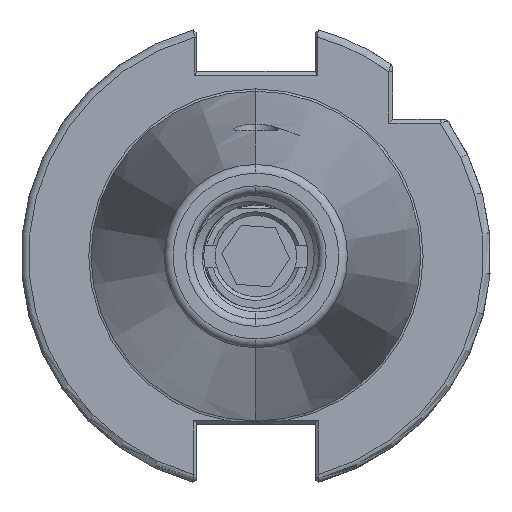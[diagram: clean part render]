
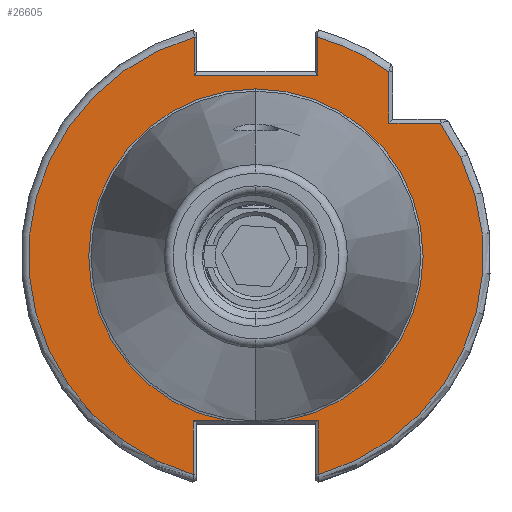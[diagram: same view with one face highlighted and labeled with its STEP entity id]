
A CAD part, left-side view. The second image highlights one B-rep face of the part: STEP entity #26605.
In plain terms, the highlighted planar face has unit normal (-1, 0, 0).
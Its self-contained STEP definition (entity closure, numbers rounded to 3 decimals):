
#7121 = AXIS2_PLACEMENT_3D ( 'NONE', #20056, #20028, #20014 ) ;
#7198 = EDGE_CURVE ( 'NONE', #40469, #40464, #35389, .T. ) ;
#7517 = AXIS2_PLACEMENT_3D ( 'NONE', #30042, #30070, #30065 ) ;
#7532 = AXIS2_PLACEMENT_3D ( 'NONE', #30298, #30311, #30294 ) ;
#7552 = AXIS2_PLACEMENT_3D ( 'NONE', #30250, #30235, #30225 ) ;
#7604 = AXIS2_PLACEMENT_3D ( 'NONE', #38322, #38342, #38401 ) ;
#11925 = EDGE_CURVE ( 'NONE', #40464, #30577, #35542, .T. ) ;
#11932 = EDGE_CURVE ( 'NONE', #30551, #30532, #35544, .T. ) ;
#11946 = EDGE_CURVE ( 'NONE', #30577, #30563, #35554, .T. ) ;
#11963 = EDGE_CURVE ( 'NONE', #30532, #30793, #35566, .T. ) ;
#11980 = EDGE_CURVE ( 'NONE', #30544, #30569, #35588, .T. ) ;
#11982 = EDGE_CURVE ( 'NONE', #30793, #40469, #35606, .T. ) ;
#12473 = DIRECTION ( 'NONE',  ( 0., 0., 1. ) ) ;
#12480 = DIRECTION ( 'NONE',  ( 0., -1., 0. ) ) ;
#12487 = CARTESIAN_POINT ( 'NONE',  ( 0., 8.451, 0. ) ) ;
#12490 = CARTESIAN_POINT ( 'NONE',  ( 0., 22.692, -22.3 ) ) ;
#12527 = CARTESIAN_POINT ( 'NONE',  ( 0., -8.451, 0. ) ) ;
#12528 = DIRECTION ( 'NONE',  ( 0., 0., -1. ) ) ;
#12639 = DIRECTION ( 'NONE',  ( 0., -1., 0. ) ) ;
#12666 = CARTESIAN_POINT ( 'NONE',  ( 0., 22.692, -22.3 ) ) ;
#12701 = CARTESIAN_POINT ( 'NONE',  ( 0., 0., 0. ) ) ;
#12713 = DIRECTION ( 'NONE',  ( 0., 0., -1. ) ) ;
#12719 = DIRECTION ( 'NONE',  ( 1., 0., 0. ) ) ;
#12721 = CARTESIAN_POINT ( 'NONE',  ( 0., 8.335, 29.704 ) ) ;
#12729 = DIRECTION ( 'NONE',  ( 0., 0., 1. ) ) ;
#13534 = EDGE_LOOP ( 'NONE', ( #19919, #19976, #19999, #19993, #19969, #20002, #20009, #20005, #19965, #19927, #19990, #19933, #20003, #19967 ) ) ;
#19919 = ORIENTED_EDGE ( 'NONE', *, *, #22089, .T. ) ;
#19927 = ORIENTED_EDGE ( 'NONE', *, *, #11982, .T. ) ;
#19933 = ORIENTED_EDGE ( 'NONE', *, *, #11925, .T. ) ;
#19965 = ORIENTED_EDGE ( 'NONE', *, *, #11963, .T. ) ;
#19967 = ORIENTED_EDGE ( 'NONE', *, *, #22088, .T. ) ;
#19969 = ORIENTED_EDGE ( 'NONE', *, *, #22031, .T. ) ;
#19976 = ORIENTED_EDGE ( 'NONE', *, *, #22032, .T. ) ;
#19990 = ORIENTED_EDGE ( 'NONE', *, *, #7198, .T. ) ;
#19993 = ORIENTED_EDGE ( 'NONE', *, *, #22036, .T. ) ;
#19999 = ORIENTED_EDGE ( 'NONE', *, *, #22079, .T. ) ;
#20002 = ORIENTED_EDGE ( 'NONE', *, *, #11980, .T. ) ;
#20003 = ORIENTED_EDGE ( 'NONE', *, *, #11946, .T. ) ;
#20005 = ORIENTED_EDGE ( 'NONE', *, *, #11932, .T. ) ;
#20009 = ORIENTED_EDGE ( 'NONE', *, *, #22039, .T. ) ;
#20014 = DIRECTION ( 'NONE',  ( 0., 0., -1. ) ) ;
#20028 = DIRECTION ( 'NONE',  ( 1., 0., 0. ) ) ;
#20056 = CARTESIAN_POINT ( 'NONE',  ( 0., 0., 0. ) ) ;
#22031 = EDGE_CURVE ( 'NONE', #30573, #30544, #28705, .T. ) ;
#22032 = EDGE_CURVE ( 'NONE', #30547, #30570, #28735, .T. ) ;
#22036 = EDGE_CURVE ( 'NONE', #30554, #30573, #28710, .T. ) ;
#22039 = EDGE_CURVE ( 'NONE', #30569, #30551, #28692, .T. ) ;
#22079 = EDGE_CURVE ( 'NONE', #30570, #30554, #28696, .T. ) ;
#22088 = EDGE_CURVE ( 'NONE', #30563, #30564, #28739, .T. ) ;
#22089 = EDGE_CURVE ( 'NONE', #30564, #30547, #28787, .T. ) ;
#26605 = ADVANCED_FACE ( 'NONE', ( #27923 ), #38306, .F. ) ;
#27923 = FACE_OUTER_BOUND ( 'NONE', #13534, .T. ) ;
#28692 = CIRCLE ( 'NONE', #7517, 30.775 ) ;
#28696 = CIRCLE ( 'NONE', #7552, 30.775 ) ;
#28705 = LINE ( 'NONE', #29943, #28729 ) ;
#28710 = LINE ( 'NONE', #30017, #28726 ) ;
#28725 = VECTOR ( 'NONE', #30015, 1000. ) ;
#28726 = VECTOR ( 'NONE', #30005, 1000. ) ;
#28729 = VECTOR ( 'NONE', #30004, 1000. ) ;
#28735 = LINE ( 'NONE', #30009, #28725 ) ;
#28739 = CIRCLE ( 'NONE', #7532, 30.775 ) ;
#28776 = VECTOR ( 'NONE', #30312, 1000. ) ;
#28787 = LINE ( 'NONE', #30285, #28776 ) ;
#29943 = CARTESIAN_POINT ( 'NONE',  ( 0., 8.05, 24.5 ) ) ;
#30004 = DIRECTION ( 'NONE',  ( 0., 1., 0. ) ) ;
#30005 = DIRECTION ( 'NONE',  ( 0., 0., -1. ) ) ;
#30009 = CARTESIAN_POINT ( 'NONE',  ( 0., -18., 24.594 ) ) ;
#30015 = DIRECTION ( 'NONE',  ( 0., 0., 1. ) ) ;
#30017 = CARTESIAN_POINT ( 'NONE',  ( 0., -8.335, 25. ) ) ;
#30042 = CARTESIAN_POINT ( 'NONE',  ( 0., 0., 0. ) ) ;
#30065 = DIRECTION ( 'NONE',  ( 0., 0., -1. ) ) ;
#30070 = DIRECTION ( 'NONE',  ( -1., 0., 0. ) ) ;
#30225 = DIRECTION ( 'NONE',  ( 0., 0., -1. ) ) ;
#30235 = DIRECTION ( 'NONE',  ( -1., 0., 0. ) ) ;
#30250 = CARTESIAN_POINT ( 'NONE',  ( 0., 0., 0. ) ) ;
#30285 = CARTESIAN_POINT ( 'NONE',  ( 0., -18.5, 18. ) ) ;
#30294 = DIRECTION ( 'NONE',  ( 0., 0., -1. ) ) ;
#30298 = CARTESIAN_POINT ( 'NONE',  ( 0., 0., 0. ) ) ;
#30311 = DIRECTION ( 'NONE',  ( -1., 0., 0. ) ) ;
#30312 = DIRECTION ( 'NONE',  ( 0., 1., 0. ) ) ;
#30532 = VERTEX_POINT ( 'NONE', #40167 ) ;
#30544 = VERTEX_POINT ( 'NONE', #40180 ) ;
#30547 = VERTEX_POINT ( 'NONE', #40174 ) ;
#30551 = VERTEX_POINT ( 'NONE', #40196 ) ;
#30554 = VERTEX_POINT ( 'NONE', #40194 ) ;
#30563 = VERTEX_POINT ( 'NONE', #40187 ) ;
#30564 = VERTEX_POINT ( 'NONE', #40220 ) ;
#30569 = VERTEX_POINT ( 'NONE', #40209 ) ;
#30570 = VERTEX_POINT ( 'NONE', #40186 ) ;
#30573 = VERTEX_POINT ( 'NONE', #40177 ) ;
#30577 = VERTEX_POINT ( 'NONE', #40171 ) ;
#30793 = VERTEX_POINT ( 'NONE', #40284 ) ;
#35389 = CIRCLE ( 'NONE', #7121, 22.627 ) ;
#35542 = LINE ( 'NONE', #12490, #35543 ) ;
#35543 = VECTOR ( 'NONE', #12480, 1000. ) ;
#35544 = LINE ( 'NONE', #12487, #35573 ) ;
#35554 = LINE ( 'NONE', #12527, #35555 ) ;
#35555 = VECTOR ( 'NONE', #12528, 1000. ) ;
#35566 = LINE ( 'NONE', #12666, #35569 ) ;
#35569 = VECTOR ( 'NONE', #12639, 1000. ) ;
#35573 = VECTOR ( 'NONE', #12473, 1000. ) ;
#35588 = LINE ( 'NONE', #12721, #35608 ) ;
#35606 = CIRCLE ( 'NONE', #42200, 22.627 ) ;
#35608 = VECTOR ( 'NONE', #12729, 1000. ) ;
#38306 = PLANE ( 'NONE',  #7604 ) ;
#38322 = CARTESIAN_POINT ( 'NONE',  ( 0., 22.692, 0. ) ) ;
#38342 = DIRECTION ( 'NONE',  ( 1., 0., 0. ) ) ;
#38401 = DIRECTION ( 'NONE',  ( 0., 0., -1. ) ) ;
#40167 = CARTESIAN_POINT ( 'NONE',  ( 0., 8.451, -22.3 ) ) ;
#40171 = CARTESIAN_POINT ( 'NONE',  ( 0., -8.451, -22.3 ) ) ;
#40174 = CARTESIAN_POINT ( 'NONE',  ( 0., -18., 18. ) ) ;
#40177 = CARTESIAN_POINT ( 'NONE',  ( 0., -8.335, 24.5 ) ) ;
#40180 = CARTESIAN_POINT ( 'NONE',  ( 0., 8.335, 24.5 ) ) ;
#40186 = CARTESIAN_POINT ( 'NONE',  ( 0., -18., 24.962 ) ) ;
#40187 = CARTESIAN_POINT ( 'NONE',  ( 0., -8.451, -29.592 ) ) ;
#40194 = CARTESIAN_POINT ( 'NONE',  ( 0., -8.335, 29.625 ) ) ;
#40196 = CARTESIAN_POINT ( 'NONE',  ( 0., 8.451, -29.592 ) ) ;
#40209 = CARTESIAN_POINT ( 'NONE',  ( 0., 8.335, 29.625 ) ) ;
#40220 = CARTESIAN_POINT ( 'NONE',  ( 0., -24.962, 18. ) ) ;
#40234 = CARTESIAN_POINT ( 'NONE',  ( 0., 0., 22.627 ) ) ;
#40261 = CARTESIAN_POINT ( 'NONE',  ( 0., -3.833, -22.3 ) ) ;
#40284 = CARTESIAN_POINT ( 'NONE',  ( 0., 3.833, -22.3 ) ) ;
#40464 = VERTEX_POINT ( 'NONE', #40261 ) ;
#40469 = VERTEX_POINT ( 'NONE', #40234 ) ;
#42200 = AXIS2_PLACEMENT_3D ( 'NONE', #12701, #12719, #12713 ) ;
